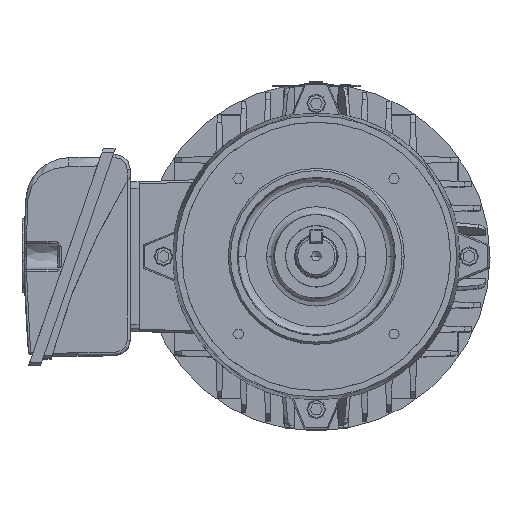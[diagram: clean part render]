
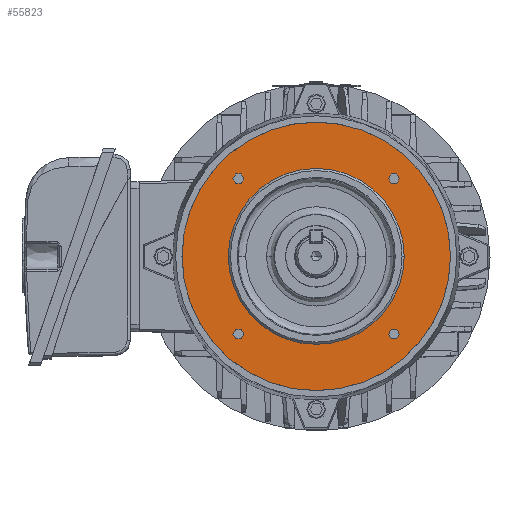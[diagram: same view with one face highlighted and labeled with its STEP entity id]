
A CAD part, top view. The second image highlights one B-rep face of the part: STEP entity #55823.
In plain terms, the highlighted planar face has unit normal (0, 0, 1).
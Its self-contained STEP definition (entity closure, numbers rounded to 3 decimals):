
#288 = VERTEX_POINT ( 'NONE', #2133 ) ;
#968 = CARTESIAN_POINT ( 'NONE',  ( 61.026, 0., 7.1 ) ) ;
#1067 = DIRECTION ( 'NONE',  ( 1., 0., 0. ) ) ;
#1443 = CARTESIAN_POINT ( 'NONE',  ( -40., 0., 7.1 ) ) ;
#1758 = CARTESIAN_POINT ( 'NONE',  ( -35.355, -35.355, 7.1 ) ) ;
#2133 = CARTESIAN_POINT ( 'NONE',  ( -32.855, 35.355, 7.1 ) ) ;
#2551 = FACE_BOUND ( 'NONE', #20666, .T. ) ;
#2839 = VERTEX_POINT ( 'NONE', #4046 ) ;
#2912 = CIRCLE ( 'NONE', #3002, 2.5 ) ;
#3002 = AXIS2_PLACEMENT_3D ( 'NONE', #46489, #9996, #51923 ) ;
#3112 = EDGE_CURVE ( 'NONE', #6601, #11879, #5730, .T. ) ;
#3837 = ORIENTED_EDGE ( 'NONE', *, *, #65037, .F. ) ;
#4046 = CARTESIAN_POINT ( 'NONE',  ( 37.855, -35.355, 7.1 ) ) ;
#5730 = CIRCLE ( 'NONE', #34134, 2.5 ) ;
#6601 = VERTEX_POINT ( 'NONE', #26649 ) ;
#7767 = CIRCLE ( 'NONE', #34692, 40. ) ;
#7906 = VERTEX_POINT ( 'NONE', #28776 ) ;
#8048 = ORIENTED_EDGE ( 'NONE', *, *, #36494, .F. ) ;
#9996 = DIRECTION ( 'NONE',  ( 0., 0., 1. ) ) ;
#10743 = CIRCLE ( 'NONE', #20762, 2.5 ) ;
#11406 = CIRCLE ( 'NONE', #41309, 61.026 ) ;
#11773 = VERTEX_POINT ( 'NONE', #45169 ) ;
#11879 = VERTEX_POINT ( 'NONE', #19850 ) ;
#12202 = CARTESIAN_POINT ( 'NONE',  ( 35.355, 35.355, 7.1 ) ) ;
#13021 = DIRECTION ( 'NONE',  ( 1., 0., 0. ) ) ;
#13119 = FACE_BOUND ( 'NONE', #17331, .T. ) ;
#13348 = ORIENTED_EDGE ( 'NONE', *, *, #38859, .F. ) ;
#15317 = DIRECTION ( 'NONE',  ( 0., 0., -1. ) ) ;
#15994 = DIRECTION ( 'NONE',  ( 0., 0., -1. ) ) ;
#16217 = CARTESIAN_POINT ( 'NONE',  ( 0., 0., 7.1 ) ) ;
#16381 = FACE_BOUND ( 'NONE', #17472, .T. ) ;
#16595 = CARTESIAN_POINT ( 'NONE',  ( -37.855, -35.355, 7.1 ) ) ;
#17331 = EDGE_LOOP ( 'NONE', ( #36056, #13348 ) ) ;
#17472 = EDGE_LOOP ( 'NONE', ( #61471, #8048 ) ) ;
#17800 = CARTESIAN_POINT ( 'NONE',  ( -32.855, -35.355, 7.1 ) ) ;
#18148 = ORIENTED_EDGE ( 'NONE', *, *, #52018, .T. ) ;
#18263 = DIRECTION ( 'NONE',  ( 0., 0., 1. ) ) ;
#18433 = EDGE_CURVE ( 'NONE', #288, #48630, #19462, .T. ) ;
#18830 = DIRECTION ( 'NONE',  ( -1., 0., 0. ) ) ;
#19015 = DIRECTION ( 'NONE',  ( 0., 0., -1. ) ) ;
#19462 = CIRCLE ( 'NONE', #35644, 2.5 ) ;
#19624 = ORIENTED_EDGE ( 'NONE', *, *, #57105, .T. ) ;
#19850 = CARTESIAN_POINT ( 'NONE',  ( 32.855, 35.355, 7.1 ) ) ;
#20666 = EDGE_LOOP ( 'NONE', ( #19624, #18148 ) ) ;
#20676 = CARTESIAN_POINT ( 'NONE',  ( 35.355, -35.355, 7.1 ) ) ;
#20762 = AXIS2_PLACEMENT_3D ( 'NONE', #57873, #63207, #57221 ) ;
#21671 = AXIS2_PLACEMENT_3D ( 'NONE', #20676, #67451, #67672 ) ;
#25118 = CIRCLE ( 'NONE', #21671, 2.5 ) ;
#25361 = FACE_BOUND ( 'NONE', #44331, .T. ) ;
#26511 = CARTESIAN_POINT ( 'NONE',  ( 40., 0., 7.1 ) ) ;
#26649 = CARTESIAN_POINT ( 'NONE',  ( 37.855, 35.355, 7.1 ) ) ;
#26858 = CIRCLE ( 'NONE', #34072, 40. ) ;
#27658 = EDGE_CURVE ( 'NONE', #52533, #7906, #11406, .T. ) ;
#28316 = EDGE_LOOP ( 'NONE', ( #59166, #64511 ) ) ;
#28776 = CARTESIAN_POINT ( 'NONE',  ( -61.026, 0., 7.1 ) ) ;
#30995 = CIRCLE ( 'NONE', #40804, 2.5 ) ;
#32136 = DIRECTION ( 'NONE',  ( -1., 0., 0. ) ) ;
#32510 = CIRCLE ( 'NONE', #58229, 2.5 ) ;
#32953 = VERTEX_POINT ( 'NONE', #1443 ) ;
#33539 = CIRCLE ( 'NONE', #66221, 61.026 ) ;
#34072 = AXIS2_PLACEMENT_3D ( 'NONE', #55918, #19015, #66261 ) ;
#34134 = AXIS2_PLACEMENT_3D ( 'NONE', #12202, #53890, #1067 ) ;
#34692 = AXIS2_PLACEMENT_3D ( 'NONE', #16217, #15994, #41820 ) ;
#34830 = VERTEX_POINT ( 'NONE', #26511 ) ;
#35188 = EDGE_LOOP ( 'NONE', ( #3837, #44203 ) ) ;
#35344 = DIRECTION ( 'NONE',  ( 0., 0., 1. ) ) ;
#35446 = VERTEX_POINT ( 'NONE', #16595 ) ;
#35527 = DIRECTION ( 'NONE',  ( 0., 0., -1. ) ) ;
#35644 = AXIS2_PLACEMENT_3D ( 'NONE', #55092, #35344, #60598 ) ;
#35736 = EDGE_CURVE ( 'NONE', #11773, #2839, #30995, .T. ) ;
#36056 = ORIENTED_EDGE ( 'NONE', *, *, #3112, .F. ) ;
#36076 = ORIENTED_EDGE ( 'NONE', *, *, #18433, .F. ) ;
#36494 = EDGE_CURVE ( 'NONE', #35446, #50705, #32510, .T. ) ;
#36813 = CARTESIAN_POINT ( 'NONE',  ( 0., 62.5, 7.1 ) ) ;
#37633 = ORIENTED_EDGE ( 'NONE', *, *, #63727, .F. ) ;
#38825 = CIRCLE ( 'NONE', #51397, 2.5 ) ;
#38859 = EDGE_CURVE ( 'NONE', #11879, #6601, #2912, .T. ) ;
#40520 = DIRECTION ( 'NONE',  ( 0., 0., 1. ) ) ;
#40804 = AXIS2_PLACEMENT_3D ( 'NONE', #66769, #40520, #40972 ) ;
#40949 = AXIS2_PLACEMENT_3D ( 'NONE', #36813, #15317, #52030 ) ;
#40972 = DIRECTION ( 'NONE',  ( 1., 0., 0. ) ) ;
#41309 = AXIS2_PLACEMENT_3D ( 'NONE', #58962, #42560, #32136 ) ;
#41739 = FACE_BOUND ( 'NONE', #28316, .T. ) ;
#41820 = DIRECTION ( 'NONE',  ( -1., 0., 0. ) ) ;
#42560 = DIRECTION ( 'NONE',  ( 0., 0., -1. ) ) ;
#44035 = CARTESIAN_POINT ( 'NONE',  ( -35.355, -35.355, 7.1 ) ) ;
#44203 = ORIENTED_EDGE ( 'NONE', *, *, #27658, .F. ) ;
#44331 = EDGE_LOOP ( 'NONE', ( #36076, #37633 ) ) ;
#44604 = DIRECTION ( 'NONE',  ( 0., 0., 1. ) ) ;
#45169 = CARTESIAN_POINT ( 'NONE',  ( 32.855, -35.355, 7.1 ) ) ;
#45580 = EDGE_CURVE ( 'NONE', #2839, #11773, #25118, .T. ) ;
#46489 = CARTESIAN_POINT ( 'NONE',  ( 35.355, 35.355, 7.1 ) ) ;
#46960 = EDGE_CURVE ( 'NONE', #50705, #35446, #38825, .T. ) ;
#48071 = DIRECTION ( 'NONE',  ( 1., 0., 0. ) ) ;
#48630 = VERTEX_POINT ( 'NONE', #56302 ) ;
#50705 = VERTEX_POINT ( 'NONE', #17800 ) ;
#51397 = AXIS2_PLACEMENT_3D ( 'NONE', #1758, #44604, #48071 ) ;
#51923 = DIRECTION ( 'NONE',  ( 1., 0., 0. ) ) ;
#52018 = EDGE_CURVE ( 'NONE', #34830, #32953, #7767, .T. ) ;
#52030 = DIRECTION ( 'NONE',  ( -1., 0., 0. ) ) ;
#52533 = VERTEX_POINT ( 'NONE', #968 ) ;
#53890 = DIRECTION ( 'NONE',  ( 0., 0., 1. ) ) ;
#55092 = CARTESIAN_POINT ( 'NONE',  ( -35.355, 35.355, 7.1 ) ) ;
#55823 = ADVANCED_FACE ( 'NONE', ( #25361, #13119, #16381, #41739, #2551, #67017 ), #57042, .F. ) ;
#55918 = CARTESIAN_POINT ( 'NONE',  ( 0., 0., 7.1 ) ) ;
#56302 = CARTESIAN_POINT ( 'NONE',  ( -37.855, 35.355, 7.1 ) ) ;
#57042 = PLANE ( 'NONE',  #40949 ) ;
#57105 = EDGE_CURVE ( 'NONE', #32953, #34830, #26858, .T. ) ;
#57221 = DIRECTION ( 'NONE',  ( 1., 0., 0. ) ) ;
#57873 = CARTESIAN_POINT ( 'NONE',  ( -35.355, 35.355, 7.1 ) ) ;
#58229 = AXIS2_PLACEMENT_3D ( 'NONE', #44035, #18263, #13021 ) ;
#58962 = CARTESIAN_POINT ( 'NONE',  ( 0., 0., 7.1 ) ) ;
#59166 = ORIENTED_EDGE ( 'NONE', *, *, #45580, .F. ) ;
#60598 = DIRECTION ( 'NONE',  ( 1., 0., 0. ) ) ;
#61471 = ORIENTED_EDGE ( 'NONE', *, *, #46960, .F. ) ;
#63207 = DIRECTION ( 'NONE',  ( 0., 0., 1. ) ) ;
#63727 = EDGE_CURVE ( 'NONE', #48630, #288, #10743, .T. ) ;
#64511 = ORIENTED_EDGE ( 'NONE', *, *, #35736, .F. ) ;
#65037 = EDGE_CURVE ( 'NONE', #7906, #52533, #33539, .T. ) ;
#66221 = AXIS2_PLACEMENT_3D ( 'NONE', #66306, #35527, #18830 ) ;
#66261 = DIRECTION ( 'NONE',  ( -1., 0., 0. ) ) ;
#66306 = CARTESIAN_POINT ( 'NONE',  ( 0., 0., 7.1 ) ) ;
#66769 = CARTESIAN_POINT ( 'NONE',  ( 35.355, -35.355, 7.1 ) ) ;
#67017 = FACE_OUTER_BOUND ( 'NONE', #35188, .T. ) ;
#67451 = DIRECTION ( 'NONE',  ( 0., 0., 1. ) ) ;
#67672 = DIRECTION ( 'NONE',  ( 1., 0., 0. ) ) ;
